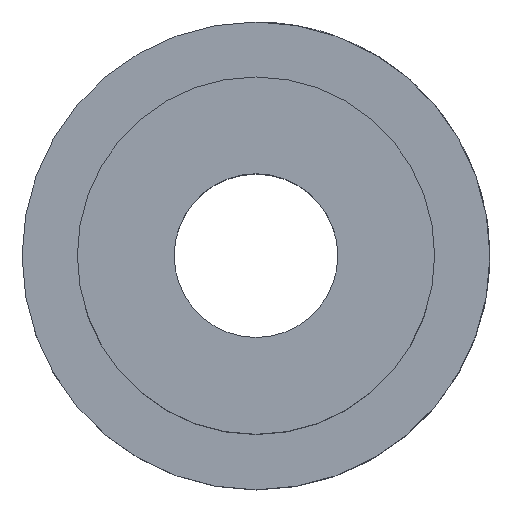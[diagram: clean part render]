
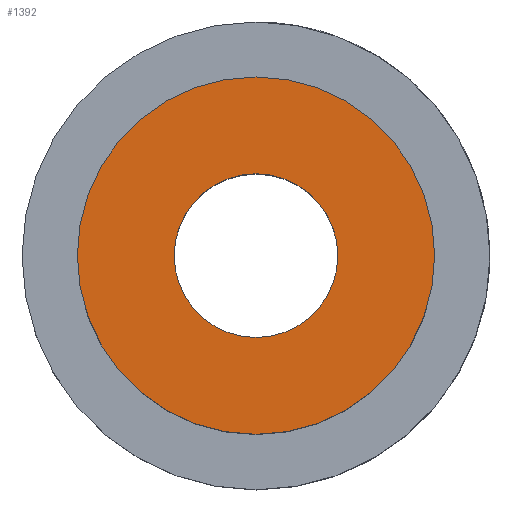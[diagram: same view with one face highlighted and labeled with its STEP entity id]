
A CAD part, top view. The second image highlights one B-rep face of the part: STEP entity #1392.
In plain terms, the highlighted planar face has unit normal (0, 0, 1).
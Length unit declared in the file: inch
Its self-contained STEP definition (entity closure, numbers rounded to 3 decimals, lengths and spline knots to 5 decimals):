
#115=CARTESIAN_POINT('',(0.,0.,0.30469));
#116=DIRECTION('',(0.,0.,-1.));
#117=DIRECTION('',(0.,1.,0.));
#118=AXIS2_PLACEMENT_3D('',#115,#116,#117);
#128=CARTESIAN_POINT('',(0.,0.,0.30469));
#129=DIRECTION('',(0.,0.,1.));
#130=DIRECTION('',(0.,1.,0.));
#131=AXIS2_PLACEMENT_3D('',#128,#129,#130);
#789=CARTESIAN_POINT('',(0.,0.,0.30469));
#790=DIRECTION('',(0.,0.,1.));
#791=DIRECTION('',(0.,1.,0.));
#792=AXIS2_PLACEMENT_3D('',#789,#790,#791);
#794=CARTESIAN_POINT('',(0.,0.,0.30469));
#795=DIRECTION('',(0.,0.,-1.));
#796=DIRECTION('',(0.,1.,0.));
#797=AXIS2_PLACEMENT_3D('',#794,#795,#796);
#799=CARTESIAN_POINT('',(0.,0.12525,0.30469));
#801=VERTEX_POINT('',#799);
#812=CARTESIAN_POINT('',(0.,0.27344,0.30469));
#814=VERTEX_POINT('',#812);
#815=CARTESIAN_POINT('',(0.,-0.12525,0.30469));
#817=VERTEX_POINT('',#815);
#828=CARTESIAN_POINT('',(0.,-0.27344,0.30469));
#830=VERTEX_POINT('',#828);
#1379=CARTESIAN_POINT('',(0.,0.,0.30469));
#1380=DIRECTION('',(0.,0.,-1.));
#1381=DIRECTION('',(0.,-1.,0.));
#1382=AXIS2_PLACEMENT_3D('',#1379,#1380,#1381);
#1383=PLANE('',#1382);
#1384=ORIENTED_EDGE('',*,*,#1372,.F.);
#1385=ORIENTED_EDGE('',*,*,#1361,.T.);
#1386=EDGE_LOOP('',(#1384,#1385));
#1387=FACE_OUTER_BOUND('',#1386,.F.);
#1388=ORIENTED_EDGE('',*,*,#894,.F.);
#1389=ORIENTED_EDGE('',*,*,#912,.T.);
#1390=EDGE_LOOP('',(#1388,#1389));
#1391=FACE_BOUND('',#1390,.F.);
#119=CIRCLE('',#118,0.12525);
#132=CIRCLE('',#131,0.12525);
#793=CIRCLE('',#792,0.27344);
#798=CIRCLE('',#797,0.27344);
#894=EDGE_CURVE('',#801,#817,#119,.T.);
#912=EDGE_CURVE('',#801,#817,#132,.T.);
#1361=EDGE_CURVE('',#814,#830,#798,.T.);
#1372=EDGE_CURVE('',#814,#830,#793,.T.);
#1392=ADVANCED_FACE('',(#1387,#1391),#1383,.F.);
